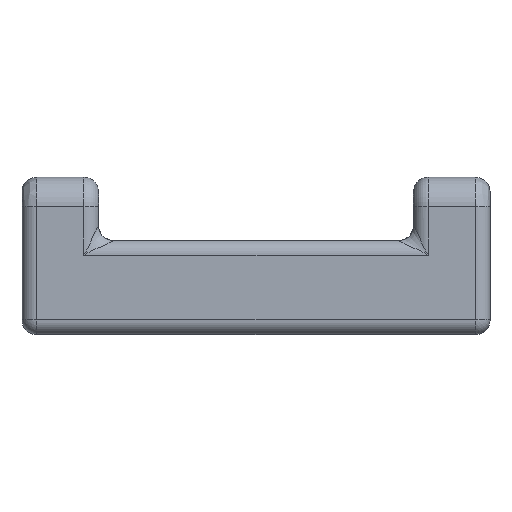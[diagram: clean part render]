
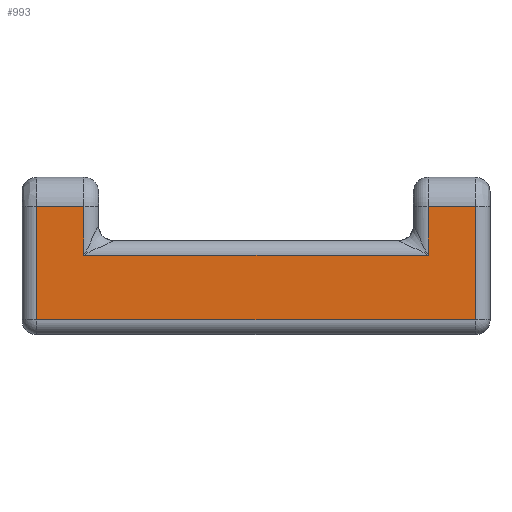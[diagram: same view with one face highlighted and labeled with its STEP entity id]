
A CAD part, top view. The second image highlights one B-rep face of the part: STEP entity #993.
In plain terms, the highlighted planar face has unit normal (0, 0, 1).
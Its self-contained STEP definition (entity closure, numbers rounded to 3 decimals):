
#941=AXIS2_PLACEMENT_3D('Plane Axis2P3D',#938,#939,#940) ;
#185=CARTESIAN_POINT('Vertex',(2.1,2.7,21.)) ;
#500=CARTESIAN_POINT('Vertex',(2.1,4.35,21.)) ;
#503=CARTESIAN_POINT('Line Origine',(2.1,-6.974,21.)) ;
#521=CARTESIAN_POINT('Line Origine',(35.936,2.7,21.)) ;
#525=CARTESIAN_POINT('Vertex',(13.8,2.7,21.)) ;
#938=CARTESIAN_POINT('Axis2P3D Location',(7.8,4.45,21.)) ;
#943=CARTESIAN_POINT('Line Origine',(1.3,4.35,21.)) ;
#947=CARTESIAN_POINT('Vertex',(0.5,4.35,21.)) ;
#950=CARTESIAN_POINT('Line Origine',(0.5,2.425,21.)) ;
#954=CARTESIAN_POINT('Vertex',(0.5,0.5,21.)) ;
#957=CARTESIAN_POINT('Line Origine',(7.95,0.5,21.)) ;
#961=CARTESIAN_POINT('Vertex',(15.4,0.5,21.)) ;
#964=CARTESIAN_POINT('Line Origine',(15.4,2.425,21.)) ;
#968=CARTESIAN_POINT('Vertex',(15.4,4.35,21.)) ;
#971=CARTESIAN_POINT('Line Origine',(14.6,4.35,21.)) ;
#975=CARTESIAN_POINT('Vertex',(13.8,4.35,21.)) ;
#978=CARTESIAN_POINT('Line Origine',(13.8,3.525,21.)) ;
#504=DIRECTION('Vector Direction',(0.,1.,0.)) ;
#522=DIRECTION('Vector Direction',(-1.,0.,0.)) ;
#939=DIRECTION('Axis2P3D Direction',(0.,0.,1.)) ;
#940=DIRECTION('Axis2P3D XDirection',(-1.,0.,0.)) ;
#944=DIRECTION('Vector Direction',(-1.,0.,0.)) ;
#951=DIRECTION('Vector Direction',(0.,-1.,0.)) ;
#958=DIRECTION('Vector Direction',(1.,0.,0.)) ;
#965=DIRECTION('Vector Direction',(0.,-1.,0.)) ;
#972=DIRECTION('Vector Direction',(-1.,0.,0.)) ;
#979=DIRECTION('Vector Direction',(0.,1.,0.)) ;
#505=VECTOR('Line Direction',#504,1.) ;
#523=VECTOR('Line Direction',#522,1.) ;
#945=VECTOR('Line Direction',#944,1.) ;
#952=VECTOR('Line Direction',#951,1.) ;
#959=VECTOR('Line Direction',#958,1.) ;
#966=VECTOR('Line Direction',#965,1.) ;
#973=VECTOR('Line Direction',#972,1.) ;
#980=VECTOR('Line Direction',#979,1.) ;
#984=ORIENTED_EDGE('',*,*,#527,.F.) ;
#985=ORIENTED_EDGE('',*,*,#507,.T.) ;
#986=ORIENTED_EDGE('',*,*,#949,.T.) ;
#987=ORIENTED_EDGE('',*,*,#956,.T.) ;
#988=ORIENTED_EDGE('',*,*,#963,.F.) ;
#989=ORIENTED_EDGE('',*,*,#970,.F.) ;
#990=ORIENTED_EDGE('',*,*,#977,.F.) ;
#991=ORIENTED_EDGE('',*,*,#982,.F.) ;
#993=ADVANCED_FACE('QV',(#992),#942,.T.) ;
#507=EDGE_CURVE('',#186,#501,#506,.T.) ;
#527=EDGE_CURVE('',#186,#526,#524,.F.) ;
#949=EDGE_CURVE('',#501,#948,#946,.T.) ;
#956=EDGE_CURVE('',#948,#955,#953,.T.) ;
#963=EDGE_CURVE('',#962,#955,#960,.F.) ;
#970=EDGE_CURVE('',#969,#962,#967,.T.) ;
#977=EDGE_CURVE('',#976,#969,#974,.F.) ;
#982=EDGE_CURVE('',#526,#976,#981,.T.) ;
#983=EDGE_LOOP('',(#984,#985,#986,#987,#988,#989,#990,#991)) ;
#992=FACE_OUTER_BOUND('',#983,.T.) ;
#506=LINE('Line',#503,#505) ;
#524=LINE('Line',#521,#523) ;
#946=LINE('Line',#943,#945) ;
#953=LINE('Line',#950,#952) ;
#960=LINE('Line',#957,#959) ;
#967=LINE('Line',#964,#966) ;
#974=LINE('Line',#971,#973) ;
#981=LINE('Line',#978,#980) ;
#942=PLANE('',#941) ;
#186=VERTEX_POINT('',#185) ;
#501=VERTEX_POINT('',#500) ;
#526=VERTEX_POINT('',#525) ;
#948=VERTEX_POINT('',#947) ;
#955=VERTEX_POINT('',#954) ;
#962=VERTEX_POINT('',#961) ;
#969=VERTEX_POINT('',#968) ;
#976=VERTEX_POINT('',#975) ;
